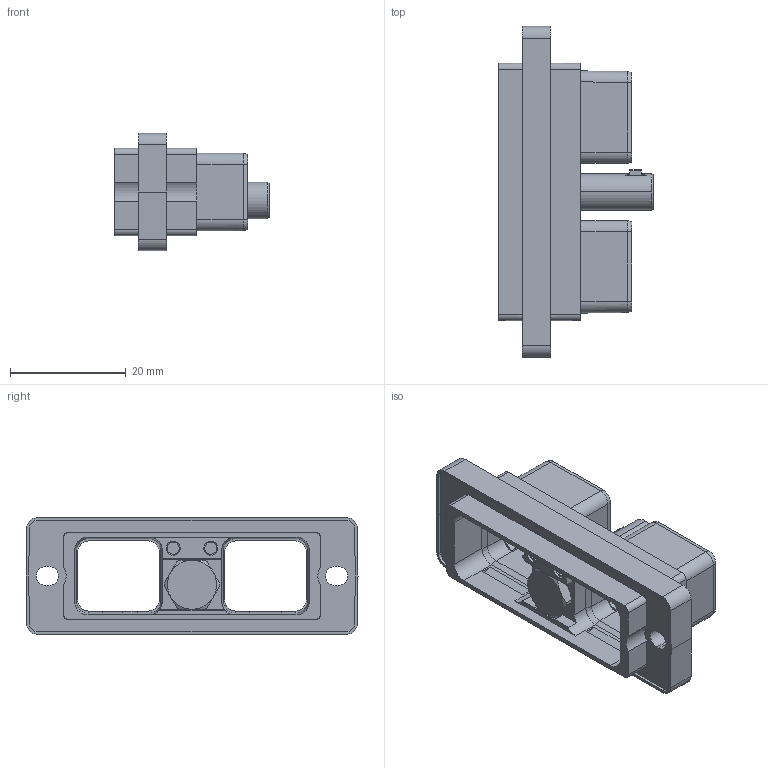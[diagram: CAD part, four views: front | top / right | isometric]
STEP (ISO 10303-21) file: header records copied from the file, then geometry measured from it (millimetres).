
FILE_DESCRIPTION((''),'2;1');
FILE_NAME('SIM2B45KG','2019-09-17T',('presta_be4'),(''),'PRO/ENGINEER BY PARAMETRIC TECHNOLOGY CORPORATION, 2014310','PRO/ENGINEER BY PARAMETRIC TECHNOLOGY CORPORATION, 2014310','');
FILE_SCHEMA(('CONFIG_CONTROL_DESIGN'));
Length unit declared in the file: millimetre
Products named in the file (1): SIM2B45KG
Bounding box: 26.65 x 57.41 x 20.29 mm (x, y, z)
Volume: 6372.9 mm3; surface area: 8396.7 mm2
Topology: 10 solids, 10 shells, 749 faces, 1981 edges, 1284 vertices
Faces by surface type: plane 556, cylinder 123, cone 38, bspline 20, torus 12
Entity records: 28394 total; most frequent: CARTESIAN_POINT 10041, ORIENTED_EDGE 3958, DIRECTION 3479, EDGE_CURVE 1979, VECTOR 1549, LINE 1549, VERTEX_POINT 1284, AXIS2_PLACEMENT_3D 965
